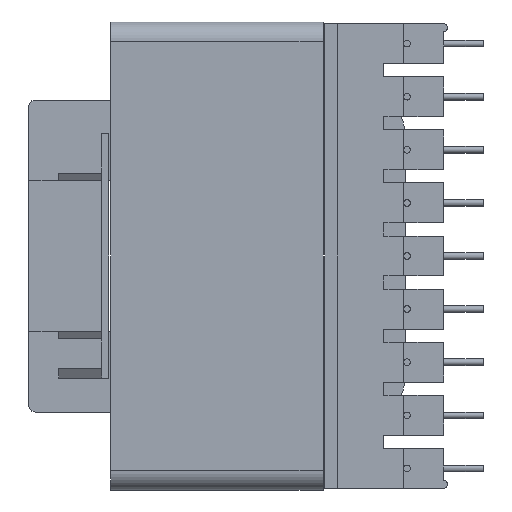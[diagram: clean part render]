
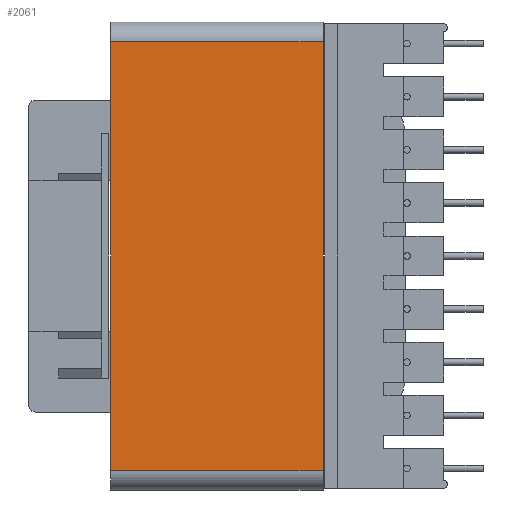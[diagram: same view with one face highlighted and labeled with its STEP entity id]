
A CAD part, left-side view. The second image highlights one B-rep face of the part: STEP entity #2061.
In plain terms, the highlighted planar face has unit normal (-1, 0, 0).
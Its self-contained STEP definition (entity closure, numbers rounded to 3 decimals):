
#37 = VECTOR ( 'NONE', #3154, 1000. ) ;
#243 = ORIENTED_EDGE ( 'NONE', *, *, #4905, .F. ) ;
#244 = DIRECTION ( 'NONE',  ( 0., 1., 0. ) ) ;
#325 = LINE ( 'NONE', #4012, #37 ) ;
#494 = VECTOR ( 'NONE', #9823, 1000. ) ;
#1289 = PLANE ( 'NONE',  #7436 ) ;
#1941 = EDGE_LOOP ( 'NONE', ( #243, #9755, #6996, #9378 ) ) ;
#2061 = ADVANCED_FACE ( 'NONE', ( #3287 ), #1289, .F. ) ;
#2204 = CARTESIAN_POINT ( 'NONE',  ( -33.2, 0., 0. ) ) ;
#2948 = LINE ( 'NONE', #9705, #494 ) ;
#3154 = DIRECTION ( 'NONE',  ( 0., -1., 0. ) ) ;
#3166 = DIRECTION ( 'NONE',  ( 1., 0., 0. ) ) ;
#3227 = VECTOR ( 'NONE', #244, 1000. ) ;
#3287 = FACE_OUTER_BOUND ( 'NONE', #1941, .T. ) ;
#3912 = EDGE_CURVE ( 'NONE', #4767, #11304, #325, .T. ) ;
#4012 = CARTESIAN_POINT ( 'NONE',  ( -33.2, 0., 32.25 ) ) ;
#4246 = LINE ( 'NONE', #9119, #9727 ) ;
#4767 = VERTEX_POINT ( 'NONE', #7634 ) ;
#4905 = EDGE_CURVE ( 'NONE', #11294, #4767, #2948, .T. ) ;
#5244 = CARTESIAN_POINT ( 'NONE',  ( -33.2, 16., -32.25 ) ) ;
#6996 = ORIENTED_EDGE ( 'NONE', *, *, #7914, .F. ) ;
#7080 = CARTESIAN_POINT ( 'NONE',  ( -33.2, -16., 32.25 ) ) ;
#7436 = AXIS2_PLACEMENT_3D ( 'NONE', #2204, #3166, #8629 ) ;
#7625 = CARTESIAN_POINT ( 'NONE',  ( -33.2, -16., -32.25 ) ) ;
#7634 = CARTESIAN_POINT ( 'NONE',  ( -33.2, 16., 32.25 ) ) ;
#7914 = EDGE_CURVE ( 'NONE', #11304, #8518, #4246, .T. ) ;
#8518 = VERTEX_POINT ( 'NONE', #7625 ) ;
#8629 = DIRECTION ( 'NONE',  ( 0., 0., 1. ) ) ;
#9119 = CARTESIAN_POINT ( 'NONE',  ( -33.2, -16., -35.25 ) ) ;
#9240 = EDGE_CURVE ( 'NONE', #8518, #11294, #9696, .T. ) ;
#9378 = ORIENTED_EDGE ( 'NONE', *, *, #3912, .F. ) ;
#9399 = CARTESIAN_POINT ( 'NONE',  ( -33.2, 0., -32.25 ) ) ;
#9696 = LINE ( 'NONE', #9399, #3227 ) ;
#9705 = CARTESIAN_POINT ( 'NONE',  ( -33.2, 16., -35.25 ) ) ;
#9727 = VECTOR ( 'NONE', #11875, 1000. ) ;
#9755 = ORIENTED_EDGE ( 'NONE', *, *, #9240, .F. ) ;
#9823 = DIRECTION ( 'NONE',  ( 0., 0., 1. ) ) ;
#11294 = VERTEX_POINT ( 'NONE', #5244 ) ;
#11304 = VERTEX_POINT ( 'NONE', #7080 ) ;
#11875 = DIRECTION ( 'NONE',  ( 0., 0., -1. ) ) ;
